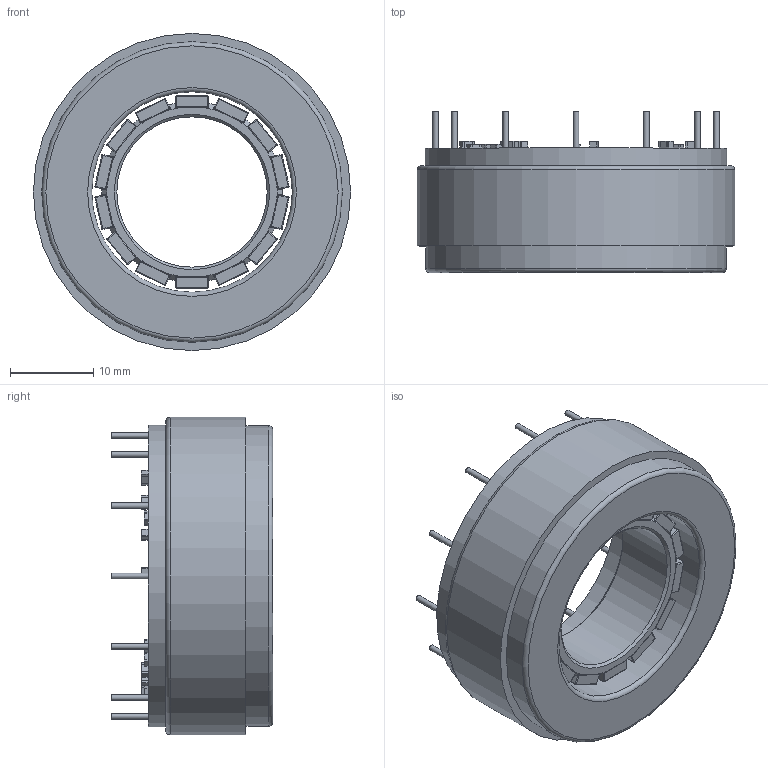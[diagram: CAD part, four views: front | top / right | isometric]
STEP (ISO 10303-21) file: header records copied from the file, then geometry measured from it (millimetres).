
FILE_DESCRIPTION(/* description */ (''),/* implementation_level */ '2;1');
FILE_NAME(/* name */ 'ATD 38x06.stp',/* time_stamp */ '2023-01-16T11:04:29+05:00',/* author */ ('DolgushevVS'),/* organization */ (''),/* preprocessor_version */ 'ST-DEVELOPER v18.1',/* originating_system */ 'Autodesk Inventor 2021',/* authorisation */ '');
FILE_SCHEMA (('AUTOMOTIVE_DESIGN { 1 0 10303 214 3 1 1 }'));
Length unit declared in the file: millimetre
Products named in the file (1): ATD 38x06 упрощенный
Bounding box: 38 x 19.33 x 38 mm (x, y, z)
Volume: 10745 mm3; surface area: 6314.7 mm2
Topology: 2 solids, 2 shells, 1222 faces, 3106 edges, 1958 vertices
Faces by surface type: plane 707, cylinder 369, sphere 112, cone 30, torus 4
Full cylindrical faces by diameter (mm): 0.674 x12, 18 x1, 24 x1, 24.2 x1, 36 x1, 36.2 x1, 38 x1
Entity records: 37623 total; most frequent: CARTESIAN_POINT 6511, DIRECTION 6220, ORIENTED_EDGE 6212, EDGE_CURVE 3106, LINE 2214, VECTOR 2214, AXIS2_PLACEMENT_3D 2003, VERTEX_POINT 1958
